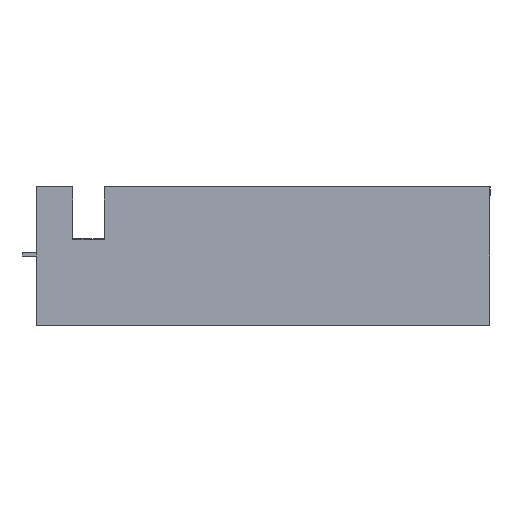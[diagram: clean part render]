
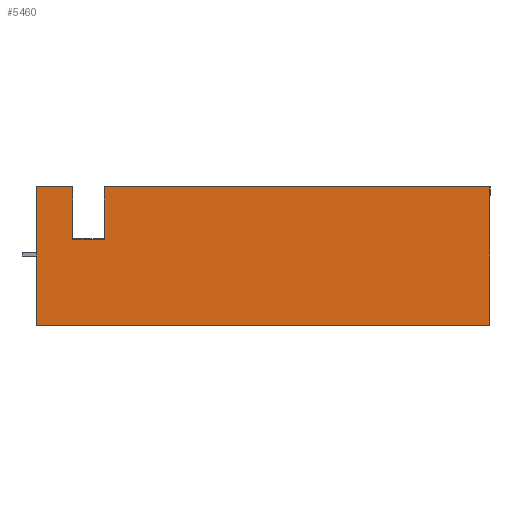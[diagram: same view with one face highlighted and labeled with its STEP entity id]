
A CAD part, left-side view. The second image highlights one B-rep face of the part: STEP entity #5460.
In plain terms, the highlighted planar face has unit normal (-1, 0, 0).
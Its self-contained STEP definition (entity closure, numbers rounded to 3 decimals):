
#9 = EDGE_CURVE ( 'NONE', #260, #4281, #2650, .T. ) ;
#123 = DIRECTION ( 'NONE',  ( 0., 0., 1. ) ) ;
#260 = VERTEX_POINT ( 'NONE', #428 ) ;
#338 = ORIENTED_EDGE ( 'NONE', *, *, #6571, .F. ) ;
#428 = CARTESIAN_POINT ( 'NONE',  ( -0.4, 4.488, 2.579 ) ) ;
#432 = CARTESIAN_POINT ( 'NONE',  ( -0.4, -9.99, 4.4 ) ) ;
#458 = FACE_OUTER_BOUND ( 'NONE', #1849, .T. ) ;
#516 = ORIENTED_EDGE ( 'NONE', *, *, #9, .F. ) ;
#945 = LINE ( 'NONE', #3013, #5222 ) ;
#959 = DIRECTION ( 'NONE',  ( 0., 0., 1. ) ) ;
#1002 = CARTESIAN_POINT ( 'NONE',  ( -0.4, 3.393, 4.4 ) ) ;
#1199 = DIRECTION ( 'NONE',  ( 0., 1., 0. ) ) ;
#1422 = LINE ( 'NONE', #432, #2871 ) ;
#1759 = LINE ( 'NONE', #4318, #3425 ) ;
#1849 = EDGE_LOOP ( 'NONE', ( #516, #338, #4756, #5691, #3355, #3902, #4299, #6225 ) ) ;
#2141 = EDGE_CURVE ( 'NONE', #5654, #2985, #945, .T. ) ;
#2145 = VECTOR ( 'NONE', #3897, 1000. ) ;
#2275 = CARTESIAN_POINT ( 'NONE',  ( -0.4, 5.762, 4.4 ) ) ;
#2380 = CARTESIAN_POINT ( 'NONE',  ( -0.4, -9.99, -0.4 ) ) ;
#2650 = LINE ( 'NONE', #6205, #5544 ) ;
#2689 = CARTESIAN_POINT ( 'NONE',  ( -0.4, 3.393, 2.579 ) ) ;
#2871 = VECTOR ( 'NONE', #959, 1000. ) ;
#2985 = VERTEX_POINT ( 'NONE', #5445 ) ;
#3013 = CARTESIAN_POINT ( 'NONE',  ( -0.4, 2.252, -0.4 ) ) ;
#3051 = DIRECTION ( 'NONE',  ( 1., 0., 0. ) ) ;
#3355 = ORIENTED_EDGE ( 'NONE', *, *, #2141, .F. ) ;
#3390 = VERTEX_POINT ( 'NONE', #1002 ) ;
#3425 = VECTOR ( 'NONE', #1199, 1000. ) ;
#3522 = EDGE_CURVE ( 'NONE', #3816, #3390, #1759, .T. ) ;
#3670 = DIRECTION ( 'NONE',  ( 0., -1., 0. ) ) ;
#3718 = VECTOR ( 'NONE', #4652, 1000. ) ;
#3816 = VERTEX_POINT ( 'NONE', #4054 ) ;
#3897 = DIRECTION ( 'NONE',  ( 0., 1., 0. ) ) ;
#3902 = ORIENTED_EDGE ( 'NONE', *, *, #6361, .T. ) ;
#4054 = CARTESIAN_POINT ( 'NONE',  ( -0.4, -9.99, 4.4 ) ) ;
#4108 = DIRECTION ( 'NONE',  ( 0., 0., -1. ) ) ;
#4267 = CARTESIAN_POINT ( 'NONE',  ( -0.4, 2.252, 4.4 ) ) ;
#4269 = VERTEX_POINT ( 'NONE', #2275 ) ;
#4281 = VERTEX_POINT ( 'NONE', #5038 ) ;
#4299 = ORIENTED_EDGE ( 'NONE', *, *, #3522, .T. ) ;
#4318 = CARTESIAN_POINT ( 'NONE',  ( -0.4, 2.252, 4.4 ) ) ;
#4329 = VECTOR ( 'NONE', #123, 1000. ) ;
#4403 = LINE ( 'NONE', #6314, #5524 ) ;
#4480 = EDGE_CURVE ( 'NONE', #6582, #4269, #4875, .T. ) ;
#4488 = EDGE_CURVE ( 'NONE', #2985, #4269, #4403, .T. ) ;
#4585 = CARTESIAN_POINT ( 'NONE',  ( -0.4, 4.488, 4.4 ) ) ;
#4652 = DIRECTION ( 'NONE',  ( 0., 0., -1. ) ) ;
#4734 = LINE ( 'NONE', #2689, #4329 ) ;
#4756 = ORIENTED_EDGE ( 'NONE', *, *, #4480, .T. ) ;
#4875 = LINE ( 'NONE', #4267, #2145 ) ;
#5012 = CARTESIAN_POINT ( 'NONE',  ( -0.4, 0., 0. ) ) ;
#5038 = CARTESIAN_POINT ( 'NONE',  ( -0.4, 3.393, 2.579 ) ) ;
#5044 = DIRECTION ( 'NONE',  ( 0., 1., 0. ) ) ;
#5103 = PLANE ( 'NONE',  #5382 ) ;
#5222 = VECTOR ( 'NONE', #5044, 1000. ) ;
#5382 = AXIS2_PLACEMENT_3D ( 'NONE', #5012, #3051, #4108 ) ;
#5445 = CARTESIAN_POINT ( 'NONE',  ( -0.4, 5.762, -0.4 ) ) ;
#5460 = ADVANCED_FACE ( 'NONE', ( #458 ), #5103, .F. ) ;
#5500 = EDGE_CURVE ( 'NONE', #4281, #3390, #4734, .T. ) ;
#5524 = VECTOR ( 'NONE', #6443, 1000. ) ;
#5544 = VECTOR ( 'NONE', #3670, 1000. ) ;
#5636 = LINE ( 'NONE', #5698, #3718 ) ;
#5654 = VERTEX_POINT ( 'NONE', #2380 ) ;
#5691 = ORIENTED_EDGE ( 'NONE', *, *, #4488, .F. ) ;
#5698 = CARTESIAN_POINT ( 'NONE',  ( -0.4, 4.488, 2.579 ) ) ;
#6205 = CARTESIAN_POINT ( 'NONE',  ( -0.4, 3.393, 2.579 ) ) ;
#6225 = ORIENTED_EDGE ( 'NONE', *, *, #5500, .F. ) ;
#6314 = CARTESIAN_POINT ( 'NONE',  ( -0.4, 5.762, 4.4 ) ) ;
#6361 = EDGE_CURVE ( 'NONE', #5654, #3816, #1422, .T. ) ;
#6443 = DIRECTION ( 'NONE',  ( 0., 0., 1. ) ) ;
#6571 = EDGE_CURVE ( 'NONE', #6582, #260, #5636, .T. ) ;
#6582 = VERTEX_POINT ( 'NONE', #4585 ) ;
